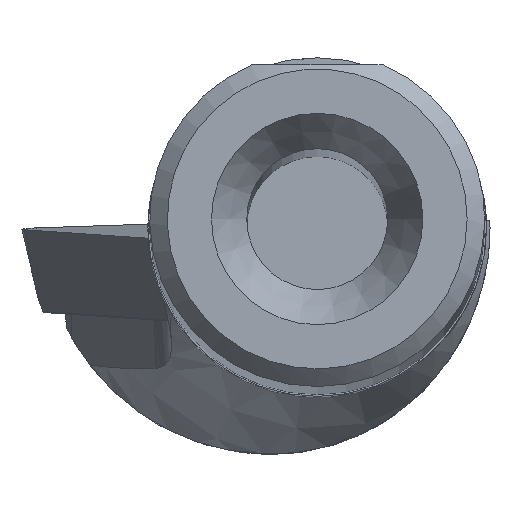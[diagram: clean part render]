
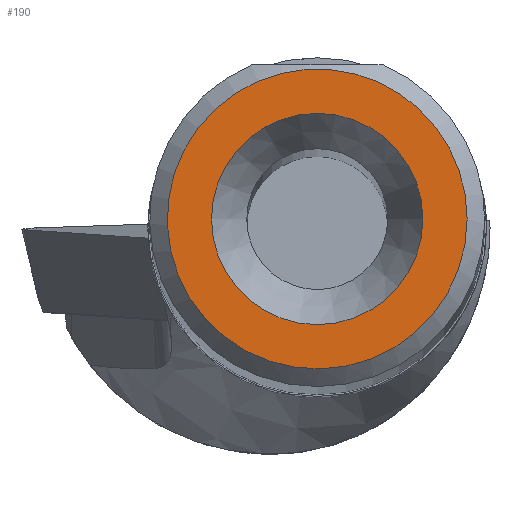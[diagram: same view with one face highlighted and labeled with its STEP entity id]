
A CAD part, top view. The second image highlights one B-rep face of the part: STEP entity #190.
In plain terms, the highlighted planar face has unit normal (0, 0, 1).
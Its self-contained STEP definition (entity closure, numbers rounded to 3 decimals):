
#190=ADVANCED_FACE('',(#381,#382),#225,.T.);
#225=PLANE('',#1017);
#381=FACE_BOUND('',#426,.T.);
#382=FACE_BOUND('',#427,.T.);
#426=EDGE_LOOP('',(#574));
#427=EDGE_LOOP('',(#575));
#574=ORIENTED_EDGE('',*,*,#835,.F.);
#575=ORIENTED_EDGE('',*,*,#833,.T.);
#739=VERTEX_POINT('',#1645);
#740=VERTEX_POINT('',#1654);
#833=EDGE_CURVE('',#739,#739,#885,.T.);
#835=EDGE_CURVE('',#740,#740,#886,.T.);
#885=CIRCLE('',#1014,4.256);
#886=CIRCLE('',#1016,3.);
#1014=AXIS2_PLACEMENT_3D('',#1644,#1198,#1199);
#1016=AXIS2_PLACEMENT_3D('',#1653,#1202,#1203);
#1017=AXIS2_PLACEMENT_3D('',#1655,#1204,#1205);
#1198=DIRECTION('',(0.,0.,1.));
#1199=DIRECTION('',(1.,0.,0.));
#1202=DIRECTION('',(0.,0.,1.));
#1203=DIRECTION('',(1.,0.,0.));
#1204=DIRECTION('',(0.,0.,1.));
#1205=DIRECTION('',(1.,0.,0.));
#1644=CARTESIAN_POINT('',(0.,0.,0.));
#1645=CARTESIAN_POINT('',(4.256,0.,0.));
#1653=CARTESIAN_POINT('',(0.,0.,0.));
#1654=CARTESIAN_POINT('',(3.,0.,0.));
#1655=CARTESIAN_POINT('',(0.,0.,0.));
